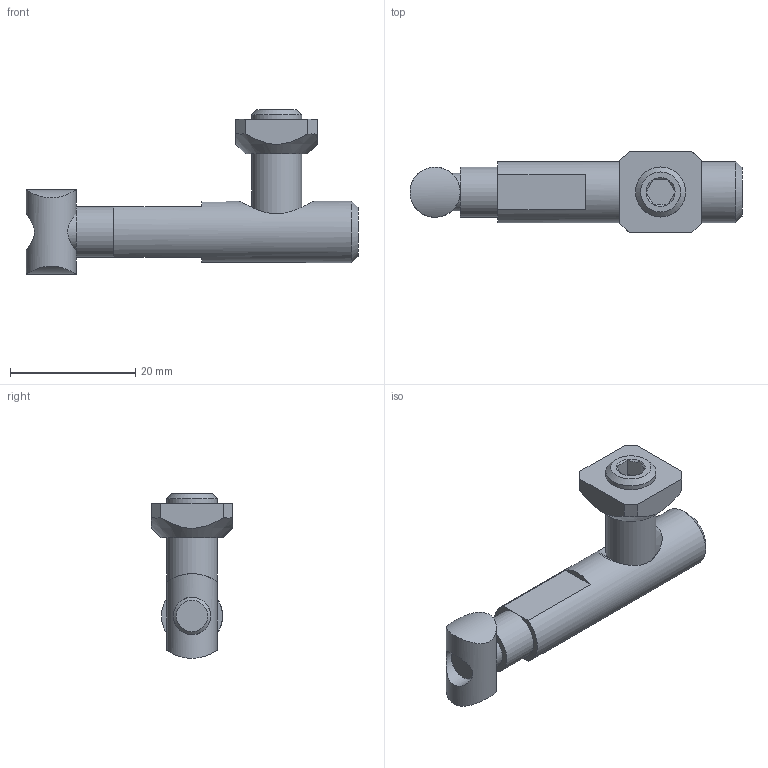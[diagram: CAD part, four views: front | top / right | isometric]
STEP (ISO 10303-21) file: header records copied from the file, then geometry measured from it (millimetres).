
FILE_DESCRIPTION(/* description */ (''),/* implementation_level */ '2;1');
FILE_NAME(/* name */ '41-221-1.stp',/* time_stamp */ '2024-08-13T14:28:06-04:00',/* author */ ('esanner'),/* organization */ (''),/* preprocessor_version */ 'ST-DEVELOPER v19',/* originating_system */ 'AutoCAD Mechanical',/* authorisation */ '');
FILE_SCHEMA (('AUTOMOTIVE_DESIGN { 1 0 10303 214 3 1 1 }'));
Length unit declared in the file: millimetre
Products named in the file (2): Product; M8X20 cone-tipped set screw
Assembly tree (1 placements, depth 2):
  Product
    M8X20 cone-tipped set screw
Bounding box: 53 x 13 x 26.27 mm (x, y, z)
Volume: 4989.8 mm3; surface area: 3003.5 mm2
Topology: 3 solids, 3 shells, 53 faces, 117 edges, 73 vertices
Faces by surface type: plane 29, cone 14, cylinder 10
Full cylindrical faces by diameter (mm): 6 x1, 6.8 x1, 8 x3, 9.75 x1
Entity records: 1823 total; most frequent: CARTESIAN_POINT 635, DIRECTION 240, ORIENTED_EDGE 236, EDGE_CURVE 118, AXIS2_PLACEMENT_3D 92, VERTEX_POINT 73, EDGE_LOOP 59, LINE 56
